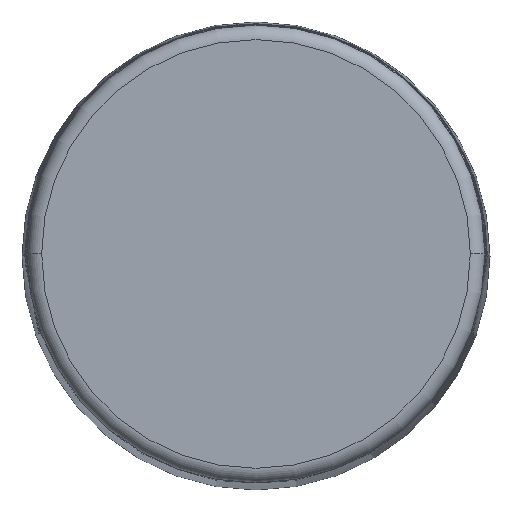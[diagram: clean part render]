
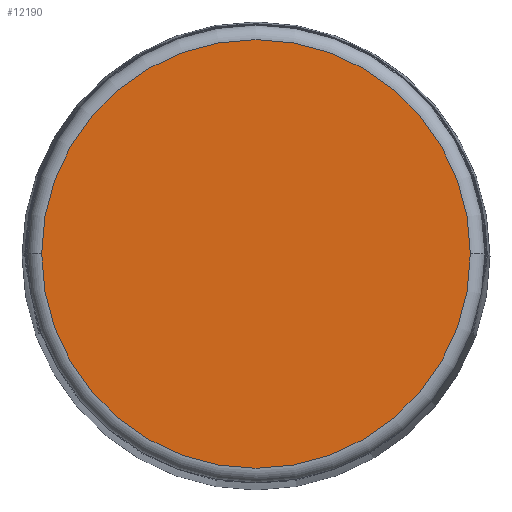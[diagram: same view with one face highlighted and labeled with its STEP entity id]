
A CAD part, top view. The second image highlights one B-rep face of the part: STEP entity #12190.
In plain terms, the highlighted planar face has unit normal (0, 0, 1).
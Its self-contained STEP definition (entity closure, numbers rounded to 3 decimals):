
#11990=CARTESIAN_POINT('',(0.,0.,40.));
#12000=DIRECTION('',(0.,0.,1.));
#12010=DIRECTION('',(1.,0.,0.));
#12020=AXIS2_PLACEMENT_3D('',#11990,#12000,#12010);
#12030=PLANE('',#12020);
#12040=CARTESIAN_POINT('',(0.,0.,40.));
#12050=DIRECTION('',(0.,0.,-1.));
#12060=DIRECTION('',(-1.,0.,0.));
#12070=AXIS2_PLACEMENT_3D('',#12040,#12050,#12060);
#12080=CIRCLE('',#12070,7.328);
#12090=CARTESIAN_POINT('',(7.328,0.,40.));
#12100=VERTEX_POINT('',#12090);
#12110=CARTESIAN_POINT('',(-7.328,0.,40.));
#12120=VERTEX_POINT('',#12110);
#12130=EDGE_CURVE('',#12100,#12120,#12080,.T.);
#12140=ORIENTED_EDGE('',*,*,#12130,.F.);
#12150=EDGE_CURVE('',#12120,#12100,#12080,.T.);
#12160=ORIENTED_EDGE('',*,*,#12150,.F.);
#12170=EDGE_LOOP('',(#12160,#12140));
#12180=FACE_OUTER_BOUND('',#12170,.T.);
#12190=ADVANCED_FACE('',(#12180),#12030,.T.);
